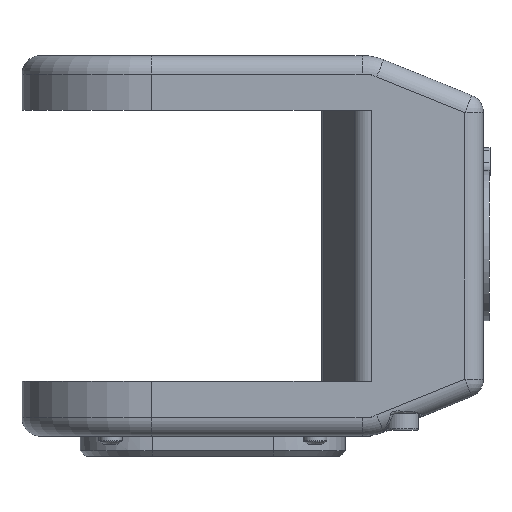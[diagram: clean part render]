
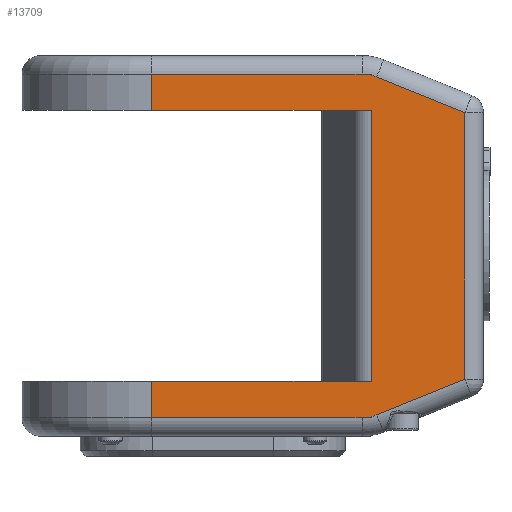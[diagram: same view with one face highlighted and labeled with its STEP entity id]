
A CAD part, front view. The second image highlights one B-rep face of the part: STEP entity #13709.
In plain terms, the highlighted planar face has unit normal (0, -1, 0).
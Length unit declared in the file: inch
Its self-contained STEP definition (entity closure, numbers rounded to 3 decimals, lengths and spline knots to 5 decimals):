
#1334=CIRCLE('',#14598,0.26772);
#1335=CIRCLE('',#14599,0.26772);
#2411=FACE_OUTER_BOUND('',#3262,.T.);
#3262=EDGE_LOOP('',(#9492,#9493,#9494,#9495,#9496,#9497,#9498,#9499,#9500,
#9501,#9502,#9503,#9504,#9505,#9506,#9507));
#4203=LINE('',#18496,#5229);
#4204=LINE('',#18501,#5230);
#4218=LINE('',#18546,#5244);
#4219=LINE('',#18548,#5245);
#4220=LINE('',#18550,#5246);
#4221=LINE('',#18552,#5247);
#4222=LINE('',#18554,#5248);
#4223=LINE('',#18556,#5249);
#4224=LINE('',#18560,#5250);
#4225=LINE('',#18562,#5251);
#4226=LINE('',#18564,#5252);
#4227=LINE('',#18567,#5253);
#4228=LINE('',#18569,#5254);
#4229=LINE('',#18570,#5255);
#5229=VECTOR('',#15562,0.3937);
#5230=VECTOR('',#15569,0.3937);
#5244=VECTOR('',#15601,0.3937);
#5245=VECTOR('',#15602,0.3937);
#5246=VECTOR('',#15603,0.3937);
#5247=VECTOR('',#15604,0.3937);
#5248=VECTOR('',#15605,0.3937);
#5249=VECTOR('',#15606,0.3937);
#5250=VECTOR('',#15609,0.3937);
#5251=VECTOR('',#15610,0.3937);
#5252=VECTOR('',#15611,0.3937);
#5253=VECTOR('',#15614,0.3937);
#5254=VECTOR('',#15615,0.3937);
#5255=VECTOR('',#15616,0.3937);
#6263=VERTEX_POINT('',#18489);
#6265=VERTEX_POINT('',#18495);
#6266=VERTEX_POINT('',#18499);
#6283=VERTEX_POINT('',#18544);
#6284=VERTEX_POINT('',#18545);
#6285=VERTEX_POINT('',#18547);
#6286=VERTEX_POINT('',#18549);
#6287=VERTEX_POINT('',#18551);
#6288=VERTEX_POINT('',#18553);
#6289=VERTEX_POINT('',#18555);
#6290=VERTEX_POINT('',#18557);
#6291=VERTEX_POINT('',#18559);
#6292=VERTEX_POINT('',#18561);
#6293=VERTEX_POINT('',#18563);
#6294=VERTEX_POINT('',#18566);
#6295=VERTEX_POINT('',#18568);
#7479=EDGE_CURVE('',#6263,#6265,#4203,.T.);
#7482=EDGE_CURVE('',#6266,#6265,#4204,.T.);
#7502=EDGE_CURVE('',#6283,#6284,#4218,.T.);
#7503=EDGE_CURVE('',#6283,#6285,#4219,.T.);
#7504=EDGE_CURVE('',#6286,#6285,#4220,.T.);
#7505=EDGE_CURVE('',#6287,#6286,#4221,.T.);
#7506=EDGE_CURVE('',#6288,#6287,#4222,.T.);
#7507=EDGE_CURVE('',#6289,#6288,#4223,.T.);
#7508=EDGE_CURVE('',#6290,#6289,#1334,.T.);
#7509=EDGE_CURVE('',#6291,#6290,#4224,.T.);
#7510=EDGE_CURVE('',#6291,#6292,#4225,.T.);
#7511=EDGE_CURVE('',#6293,#6292,#4226,.T.);
#7512=EDGE_CURVE('',#6266,#6293,#1335,.T.);
#7513=EDGE_CURVE('',#6294,#6263,#4227,.T.);
#7514=EDGE_CURVE('',#6295,#6294,#4228,.T.);
#7515=EDGE_CURVE('',#6284,#6295,#4229,.T.);
#9492=ORIENTED_EDGE('',*,*,#7502,.F.);
#9493=ORIENTED_EDGE('',*,*,#7503,.T.);
#9494=ORIENTED_EDGE('',*,*,#7504,.F.);
#9495=ORIENTED_EDGE('',*,*,#7505,.F.);
#9496=ORIENTED_EDGE('',*,*,#7506,.F.);
#9497=ORIENTED_EDGE('',*,*,#7507,.F.);
#9498=ORIENTED_EDGE('',*,*,#7508,.F.);
#9499=ORIENTED_EDGE('',*,*,#7509,.F.);
#9500=ORIENTED_EDGE('',*,*,#7510,.T.);
#9501=ORIENTED_EDGE('',*,*,#7511,.F.);
#9502=ORIENTED_EDGE('',*,*,#7512,.F.);
#9503=ORIENTED_EDGE('',*,*,#7482,.T.);
#9504=ORIENTED_EDGE('',*,*,#7479,.F.);
#9505=ORIENTED_EDGE('',*,*,#7513,.F.);
#9506=ORIENTED_EDGE('',*,*,#7514,.F.);
#9507=ORIENTED_EDGE('',*,*,#7515,.F.);
#13384=PLANE('',#14597);
#13709=ADVANCED_FACE('',(#2411),#13384,.T.);
#14597=AXIS2_PLACEMENT_3D('',#18543,#15599,#15600);
#14598=AXIS2_PLACEMENT_3D('',#18558,#15607,#15608);
#14599=AXIS2_PLACEMENT_3D('',#18565,#15612,#15613);
#15562=DIRECTION('',(1.,0.,0.));
#15569=DIRECTION('',(0.,0.,1.));
#15599=DIRECTION('center_axis',(0.,-1.,0.));
#15600=DIRECTION('ref_axis',(0.,0.,-1.));
#15601=DIRECTION('',(0.,0.,1.));
#15602=DIRECTION('',(-1.,0.,0.));
#15603=DIRECTION('',(0.,0.,1.));
#15604=DIRECTION('',(-1.,0.,0.));
#15605=DIRECTION('',(-1.,0.,0.));
#15606=DIRECTION('',(0.,0.,-1.));
#15607=DIRECTION('center_axis',(0.,1.,0.));
#15608=DIRECTION('ref_axis',(0.191,0.,-0.982));
#15609=DIRECTION('',(-0.927,0.,-0.375));
#15610=DIRECTION('',(0.,0.,1.));
#15611=DIRECTION('',(0.927,0.,-0.375));
#15612=DIRECTION('center_axis',(0.,1.,0.));
#15613=DIRECTION('ref_axis',(0.191,0.,0.982));
#15614=DIRECTION('',(1.,0.,0.));
#15615=DIRECTION('',(0.,0.,1.));
#15616=DIRECTION('',(-1.,0.,0.));
#18489=CARTESIAN_POINT('',(-3.47866,-2.37939,-0.88773));
#18495=CARTESIAN_POINT('',(-3.41637,-2.37939,-0.88773));
#18496=CARTESIAN_POINT('',(-4.76102,-2.37939,-0.88773));
#18499=CARTESIAN_POINT('',(-3.41637,-2.37939,-0.89508));
#18501=CARTESIAN_POINT('',(-3.41637,-2.37939,-1.13576));
#18543=CARTESIAN_POINT('Origin',(-3.92846,-2.37939,-1.37073));
#18544=CARTESIAN_POINT('',(-3.41637,-2.37939,-2.98615));
#18545=CARTESIAN_POINT('',(-3.41637,-2.37939,-1.13576));
#18546=CARTESIAN_POINT('',(-3.41637,-2.37939,-1.25325));
#18547=CARTESIAN_POINT('',(-4.91396,-2.37939,-2.98615));
#18548=CARTESIAN_POINT('',(-3.89594,-2.37939,-2.98615));
#18549=CARTESIAN_POINT('',(-4.91396,-2.37939,-3.23419));
#18550=CARTESIAN_POINT('',(-4.91396,-2.37939,-3.03005));
#18551=CARTESIAN_POINT('',(-3.47866,-2.37939,-3.23419));
#18552=CARTESIAN_POINT('',(-4.95864,-2.37939,-3.23419));
#18553=CARTESIAN_POINT('',(-3.41637,-2.37939,-3.23419));
#18554=CARTESIAN_POINT('',(-4.01223,-2.37939,-3.23419));
#18555=CARTESIAN_POINT('',(-3.41637,-2.37939,-3.22684));
#18556=CARTESIAN_POINT('',(-3.41637,-2.37939,-2.98615));
#18557=CARTESIAN_POINT('',(-3.37837,-2.37939,-3.21469));
#18558=CARTESIAN_POINT('Origin',(-3.47866,-2.37939,-2.96647));
#18559=CARTESIAN_POINT('',(-2.77616,-2.37939,-2.97138));
#18560=CARTESIAN_POINT('',(-3.902,-2.37939,-3.42625));
#18561=CARTESIAN_POINT('',(-2.77616,-2.37939,-1.15053));
#18562=CARTESIAN_POINT('',(-2.77616,-2.37939,-2.57277));
#18563=CARTESIAN_POINT('',(-3.37837,-2.37939,-0.90722));
#18564=CARTESIAN_POINT('',(-3.76469,-2.37939,-0.75114));
#18565=CARTESIAN_POINT('Origin',(-3.47866,-2.37939,-1.15545));
#18566=CARTESIAN_POINT('',(-4.91396,-2.37939,-0.88773));
#18567=CARTESIAN_POINT('',(-4.86412,-2.37939,-0.88773));
#18568=CARTESIAN_POINT('',(-4.91396,-2.37939,-1.13576));
#18569=CARTESIAN_POINT('',(-4.91396,-2.37939,-1.25325));
#18570=CARTESIAN_POINT('',(-3.8405,-2.37939,-1.13576));
